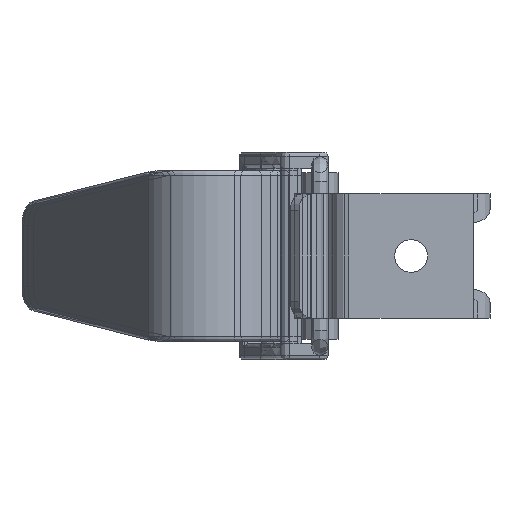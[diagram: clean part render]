
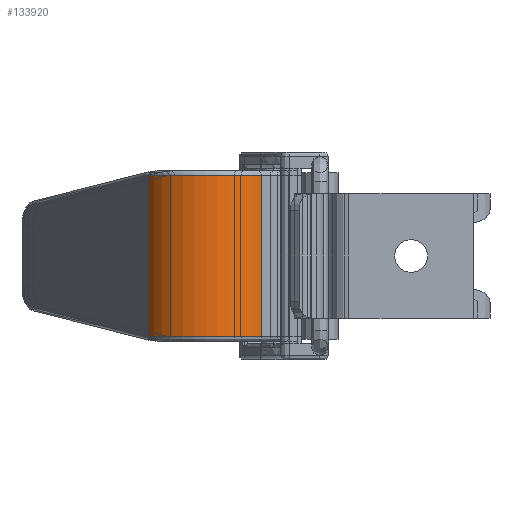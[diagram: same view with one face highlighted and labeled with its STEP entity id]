
A CAD part, front view. The second image highlights one B-rep face of the part: STEP entity #133920.
In plain terms, the highlighted cylindrical face has radius 8.5 mm (diameter 17 mm), a partial arc.
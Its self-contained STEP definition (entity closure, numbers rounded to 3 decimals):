
#127600=CARTESIAN_POINT('',(2.653,1.674,22.25));
#127610=VERTEX_POINT('',#127600);
#127640=CARTESIAN_POINT('',(-3.537,7.5,22.25));
#127650=DIRECTION('',(0.,0.,-1.));
#127660=DIRECTION('',(0.,-1.,0.));
#127670=AXIS2_PLACEMENT_3D('',#127640,#127650,#127660);
#127680=CIRCLE('',#127670,8.5);
#127690=CARTESIAN_POINT('',(-10.295,2.345,22.25));
#127700=VERTEX_POINT('',#127690);
#127710=EDGE_CURVE('',#127610,#127700,#127680,.T.);
#132020=CARTESIAN_POINT('',(-10.898,3.25,2.777));
#132030=VERTEX_POINT('',#132020);
#132670=CARTESIAN_POINT('',(-10.295,2.345,2.75));
#132680=CARTESIAN_POINT('',(-10.312,2.367,
2.75));
#132690=CARTESIAN_POINT('',(-10.328,2.389,
2.75));
#132700=CARTESIAN_POINT('',(-10.426,2.519,
2.751));
#132710=CARTESIAN_POINT('',(-10.504,2.63,
2.752));
#132720=CARTESIAN_POINT('',(-10.671,2.876,
2.759));
#132730=CARTESIAN_POINT('',(-10.758,3.014,
2.764));
#132740=CARTESIAN_POINT('',(-10.846,3.162,
2.772));
#132750=CARTESIAN_POINT('',(-10.851,3.17,
2.772));
#132760=CARTESIAN_POINT('',(-10.87,3.202,
2.774));
#132770=CARTESIAN_POINT('',(-10.884,3.226,
2.775));
#132780=CARTESIAN_POINT('',(-10.898,3.25,2.777));
#132790=B_SPLINE_CURVE_WITH_KNOTS('',3,(#132670,#132680,#132690,#132700,
#132710,#132720,#132730,#132740,#132750,#132760,#132770,#132780),
.UNSPECIFIED.,.F.,.F.,(4,2,2,2,2,4),(0.,0.081,
0.48,0.959,0.988,1.069),
.UNSPECIFIED.);
#132800=CARTESIAN_POINT('',(-10.295,2.345,2.75));
#132810=VERTEX_POINT('',#132800);
#132820=EDGE_CURVE('',#132810,#132030,#132790,.T.);
#133380=CARTESIAN_POINT('',(2.653,1.674,2.75));
#133390=VERTEX_POINT('',#133380);
#133420=CARTESIAN_POINT('',(2.653,1.674,2.25));
#133430=DIRECTION('',(0.,0.,-1.));
#133440=VECTOR('',#133430,1.);
#133450=LINE('',#133420,#133440);
#133460=EDGE_CURVE('',#127610,#133390,#133450,.T.);
#133520=CARTESIAN_POINT('',(-3.537,7.5,2.25));
#133530=DIRECTION('',(0.,0.,-1.));
#133540=DIRECTION('',(-1.,0.,0.));
#133550=AXIS2_PLACEMENT_3D('',#133520,#133530,#133540);
#133560=CYLINDRICAL_SURFACE('',#133550,8.5);
#133570=ORIENTED_EDGE('',*,*,#132820,.F.);
#133580=CARTESIAN_POINT('',(-10.898,3.25,2.25));
#133590=DIRECTION('',(-0.,0.,1.));
#133600=VECTOR('',#133590,1.);
#133610=LINE('',#133580,#133600);
#133620=CARTESIAN_POINT('',(-10.898,3.25,22.223));
#133630=VERTEX_POINT('',#133620);
#133640=EDGE_CURVE('',#132030,#133630,#133610,.T.);
#133650=ORIENTED_EDGE('',*,*,#133640,.F.);
#133660=CARTESIAN_POINT('',(-10.295,2.345,22.25));
#133670=CARTESIAN_POINT('',(-10.312,2.367,
22.25));
#133680=CARTESIAN_POINT('',(-10.328,2.389,
22.25));
#133690=CARTESIAN_POINT('',(-10.351,2.42,
22.25));
#133700=CARTESIAN_POINT('',(-10.358,2.428,
22.25));
#133710=CARTESIAN_POINT('',(-10.461,2.567,
22.249));
#133720=CARTESIAN_POINT('',(-10.554,2.7,
22.246));
#133730=CARTESIAN_POINT('',(-10.716,2.948,
22.238));
#133740=CARTESIAN_POINT('',(-10.788,3.063,
22.233));
#133750=CARTESIAN_POINT('',(-10.87,3.202,
22.226));
#133760=CARTESIAN_POINT('',(-10.884,3.226,
22.225));
#133770=CARTESIAN_POINT('',(-10.898,3.25,22.223));
#133780=B_SPLINE_CURVE_WITH_KNOTS('',3,(#133660,#133670,#133680,#133690,
#133700,#133710,#133720,#133730,#133740,#133750,#133760,#133770),
.UNSPECIFIED.,.F.,.F.,(4,2,2,2,2,4),(0.,0.081,
0.113,0.591,0.988,1.07),
.UNSPECIFIED.);
#133790=EDGE_CURVE('',#127700,#133630,#133780,.T.);
#133800=ORIENTED_EDGE('',*,*,#133790,.T.);
#133810=ORIENTED_EDGE('',*,*,#127710,.T.);
#133820=ORIENTED_EDGE('',*,*,#133460,.F.);
#133830=CARTESIAN_POINT('',(-3.537,7.5,2.75));
#133840=DIRECTION('',(0.,0.,-1.));
#133850=DIRECTION('',(0.,-1.,0.));
#133860=AXIS2_PLACEMENT_3D('',#133830,#133840,#133850);
#133870=CIRCLE('',#133860,8.5);
#133880=EDGE_CURVE('',#133390,#132810,#133870,.T.);
#133890=ORIENTED_EDGE('',*,*,#133880,.F.);
#133900=EDGE_LOOP('',(#133890,#133820,#133810,#133800,#133650,#133570));
#133910=FACE_OUTER_BOUND('',#133900,.T.);
#133920=ADVANCED_FACE('',(#133910),#133560,.T.);
